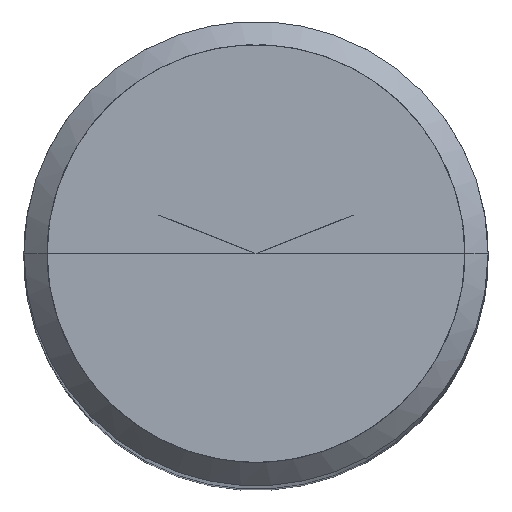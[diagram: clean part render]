
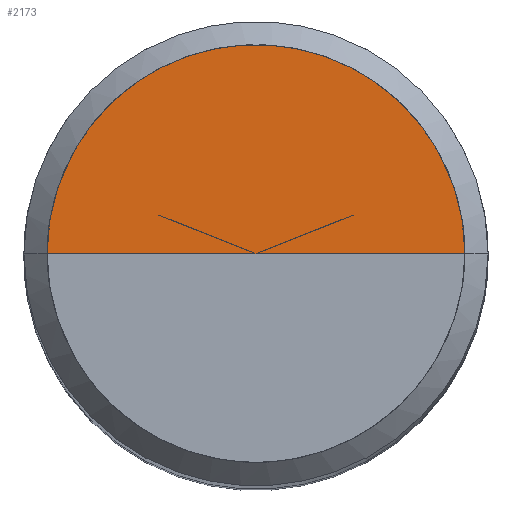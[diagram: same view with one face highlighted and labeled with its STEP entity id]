
A CAD part, top view. The second image highlights one B-rep face of the part: STEP entity #2173.
In plain terms, the highlighted free-form (B-spline) face has degree [1, 2] with [2, 5] control points.
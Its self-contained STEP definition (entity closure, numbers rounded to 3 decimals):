
#1910=CARTESIAN_POINT('',(6.3,0.0,53.0));
#1911=CARTESIAN_POINT('',(6.3,6.3,53.0));
#1912=CARTESIAN_POINT('',(0.0,6.3,53.0));
#1913=CARTESIAN_POINT('',(-6.3,6.3,53.0));
#1914=CARTESIAN_POINT('',(-6.3,0.0,53.0));
#1915=CARTESIAN_POINT('',(0.0,0.0,53.0));
#2158=(
BOUNDED_SURFACE()
B_SPLINE_SURFACE(1,2,(
(#1910,#1911,#1912,#1913,#1914),
(#1915,#1915,#1915,#1915,#1915)
), .UNSPECIFIED.,.F.,.F.,.F.)
B_SPLINE_SURFACE_WITH_KNOTS((2,2),(3,2,3),(
0.0,1.0),(
0.0,0.5,1.0), .UNSPECIFIED.)
GEOMETRIC_REPRESENTATION_ITEM()
RATIONAL_B_SPLINE_SURFACE(((1.0,0.707,1.0,0.707,1.0),
(1.0,0.707,1.0,0.707,1.0)
))
REPRESENTATION_ITEM('')
SURFACE()
);
#2159=(
BOUNDED_CURVE()
B_SPLINE_CURVE(2,(#1914,#1913,#1912,#1911,#1910),.UNSPECIFIED.,.F.,.F.)
B_SPLINE_CURVE_WITH_KNOTS((3,2,3),
(0.0,0.5,1.0),.UNSPECIFIED.)
CURVE()
GEOMETRIC_REPRESENTATION_ITEM()
RATIONAL_B_SPLINE_CURVE((1.0,0.707,1.0,0.707,1.0))
REPRESENTATION_ITEM('')
);
#2160=(
BOUNDED_CURVE()
B_SPLINE_CURVE(1,(#1910,#1915),.UNSPECIFIED.,.F.,.F.)
B_SPLINE_CURVE_WITH_KNOTS((2,2),
(0.0,1.0),.UNSPECIFIED.)
CURVE()
GEOMETRIC_REPRESENTATION_ITEM()
RATIONAL_B_SPLINE_CURVE((1.0,1.0))
REPRESENTATION_ITEM('')
);
#2161=(
BOUNDED_CURVE()
B_SPLINE_CURVE(1,(#1915,#1914),.UNSPECIFIED.,.F.,.F.)
B_SPLINE_CURVE_WITH_KNOTS((2,2),
(0.0,1.0),.UNSPECIFIED.)
CURVE()
GEOMETRIC_REPRESENTATION_ITEM()
RATIONAL_B_SPLINE_CURVE((1.0,1.0))
REPRESENTATION_ITEM('')
);
#2162=VERTEX_POINT('',#1910);
#2163=VERTEX_POINT('',#1914);
#2164=VERTEX_POINT('',#1915);
#2165=EDGE_CURVE('',#2163,#2162,#2159,.T.);
#2166=EDGE_CURVE('',#2162,#2164,#2160,.T.);
#2167=EDGE_CURVE('',#2164,#2163,#2161,.T.);
#2168=ORIENTED_EDGE('',*,*,#2165,.T.);
#2169=ORIENTED_EDGE('',*,*,#2166,.T.);
#2170=ORIENTED_EDGE('',*,*,#2167,.T.);
#2171=EDGE_LOOP('',(#2168,#2169,#2170));
#2172=FACE_OUTER_BOUND('',#2171,.T.);
#2173=ADVANCED_FACE('',(#2172),#2158,.T.);
